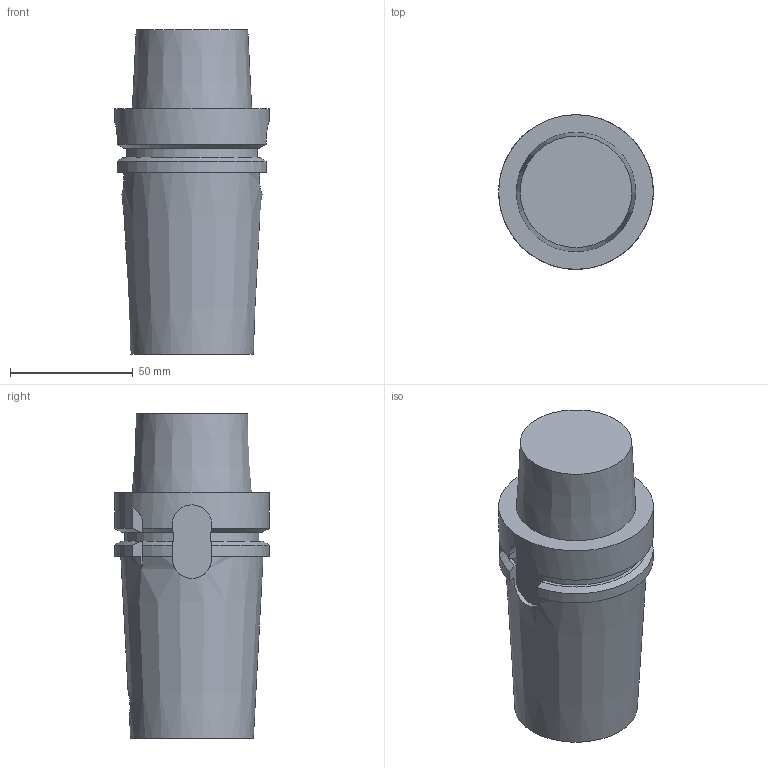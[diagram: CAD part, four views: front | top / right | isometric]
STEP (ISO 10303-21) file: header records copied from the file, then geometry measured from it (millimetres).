
FILE_DESCRIPTION((''),'1');
FILE_NAME('HSK-T63-S50-100.stp','2024-01-09T05:11:43',(''),(''),'Spatial Interop R21 SP3','Kubotek KeyCreator 2011 V10.0.2 (22737)',' ');
FILE_SCHEMA(('automotive_design'));
Length unit declared in the file: millimetre
Products named in the file (1): 240[2]
Bounding box: 63 x 63 x 132 mm (x, y, z)
Volume: 280816.8 mm3; surface area: 31627.2 mm2
Topology: 1 solids, 1 shells, 52 faces, 151 edges, 103 vertices
Faces by surface type: plane 28, cylinder 16, cone 8
Full cylindrical faces by diameter (mm): 10 x1, 28 x1, 63 x1
Entity records: 3210 total; most frequent: CARTESIAN_POINT 578, ORIENTED_EDGE 280, DIRECTION 252, PRESENTATION_STYLE_ASSIGNMENT 246, COLOUR_RGB 246, STYLED_ITEM 193, CURVE_STYLE 193, DRAUGHTING_PRE_DEFINED_CURVE_FONT 193
